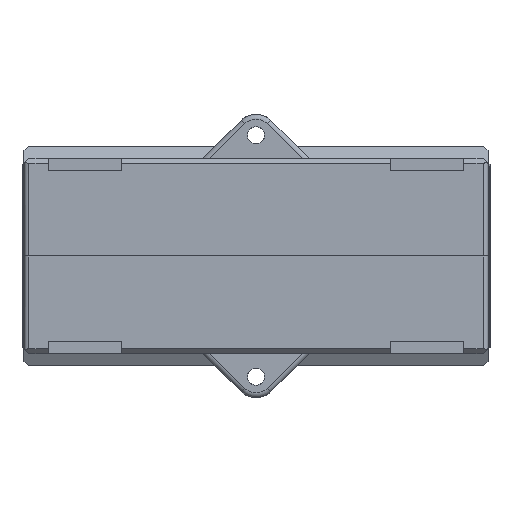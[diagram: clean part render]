
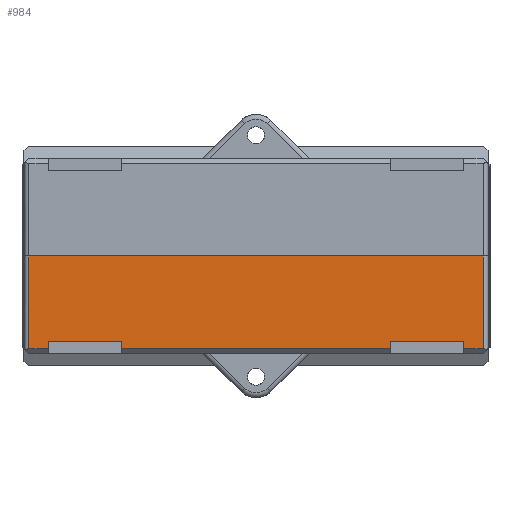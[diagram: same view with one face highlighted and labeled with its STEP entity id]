
A CAD part, front view. The second image highlights one B-rep face of the part: STEP entity #984.
In plain terms, the highlighted planar face has unit normal (0, -1, 0).
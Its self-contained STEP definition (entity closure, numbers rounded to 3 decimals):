
#984=ADVANCED_FACE('',(#3368),#2258,.T.);
#2258=PLANE('',#25317);
#3368=FACE_OUTER_BOUND('',#4647,.T.);
#4647=EDGE_LOOP('',(#6969,#6970,#6971,#6972,#6973,#6974,#6975,#6976,#6977,
#6978,#6979,#6980));
#6969=ORIENTED_EDGE('',*,*,#15527,.F.);
#6970=ORIENTED_EDGE('',*,*,#15541,.T.);
#6971=ORIENTED_EDGE('',*,*,#15905,.F.);
#6972=ORIENTED_EDGE('',*,*,#15545,.F.);
#6973=ORIENTED_EDGE('',*,*,#15551,.F.);
#6974=ORIENTED_EDGE('',*,*,#15557,.T.);
#6975=ORIENTED_EDGE('',*,*,#15906,.F.);
#6976=ORIENTED_EDGE('',*,*,#15561,.F.);
#6977=ORIENTED_EDGE('',*,*,#15568,.F.);
#6978=ORIENTED_EDGE('',*,*,#15907,.T.);
#6979=ORIENTED_EDGE('',*,*,#15744,.T.);
#6980=ORIENTED_EDGE('',*,*,#15858,.F.);
#13142=VERTEX_POINT('',#33709);
#13143=VERTEX_POINT('',#33711);
#13151=VERTEX_POINT('',#33735);
#13155=VERTEX_POINT('',#33744);
#13156=VERTEX_POINT('',#33746);
#13160=VERTEX_POINT('',#33756);
#13165=VERTEX_POINT('',#33768);
#13169=VERTEX_POINT('',#33777);
#13170=VERTEX_POINT('',#33779);
#13175=VERTEX_POINT('',#33791);
#13306=VERTEX_POINT('',#34137);
#13307=VERTEX_POINT('',#34139);
#15527=EDGE_CURVE('',#13142,#13143,#19038,.T.);
#15541=EDGE_CURVE('',#13142,#13151,#19051,.T.);
#15545=EDGE_CURVE('',#13155,#13156,#19055,.T.);
#15551=EDGE_CURVE('',#13160,#13155,#19061,.T.);
#15557=EDGE_CURVE('',#13160,#13165,#19067,.T.);
#15561=EDGE_CURVE('',#13169,#13170,#19071,.T.);
#15568=EDGE_CURVE('',#13175,#13169,#19077,.T.);
#15744=EDGE_CURVE('',#13307,#13306,#19229,.T.);
#15858=EDGE_CURVE('',#13143,#13306,#19338,.T.);
#15905=EDGE_CURVE('',#13156,#13151,#19383,.T.);
#15906=EDGE_CURVE('',#13170,#13165,#19384,.T.);
#15907=EDGE_CURVE('',#13175,#13307,#19385,.T.);
#19038=LINE('',#33710,#22208);
#19051=LINE('',#33736,#22221);
#19055=LINE('',#33745,#22225);
#19061=LINE('',#33757,#22231);
#19067=LINE('',#33769,#22237);
#19071=LINE('',#33778,#22241);
#19077=LINE('',#33792,#22247);
#19229=LINE('',#34138,#22399);
#19338=LINE('',#34365,#22508);
#19383=LINE('',#34459,#22553);
#19384=LINE('',#34460,#22554);
#19385=LINE('',#34461,#22555);
#22208=VECTOR('',#27183,1.);
#22221=VECTOR('',#27204,1.);
#22225=VECTOR('',#27210,1.);
#22231=VECTOR('',#27218,1.);
#22237=VECTOR('',#27226,1.);
#22241=VECTOR('',#27232,1.);
#22247=VECTOR('',#27242,1.);
#22399=VECTOR('',#27520,1.);
#22508=VECTOR('',#27731,1.);
#22553=VECTOR('',#27826,1.);
#22554=VECTOR('',#27827,1.);
#22555=VECTOR('',#27828,1.);
#25317=AXIS2_PLACEMENT_3D('',#34462,#27829,#27830);
#27183=DIRECTION('',(-1.,0.,0.));
#27204=DIRECTION('',(0.,0.,1.));
#27210=DIRECTION('',(0.,0.,1.));
#27218=DIRECTION('',(-1.,0.,0.));
#27226=DIRECTION('',(0.,0.,1.));
#27232=DIRECTION('',(0.,0.,1.));
#27242=DIRECTION('',(-1.,0.,0.));
#27520=DIRECTION('',(-1.,0.,0.));
#27731=DIRECTION('',(0.,0.,1.));
#27826=DIRECTION('',(-1.,0.,0.));
#27827=DIRECTION('',(-1.,0.,0.));
#27828=DIRECTION('',(0.,0.,1.));
#27829=DIRECTION('',(0.,-1.,0.));
#27830=DIRECTION('',(1.,0.,0.));
#33709=CARTESIAN_POINT('',(-355.391,-168.415,-22.));
#33710=CARTESIAN_POINT('',(-355.391,-168.415,-22.));
#33711=CARTESIAN_POINT('',(-359.391,-168.415,-22.));
#33735=CARTESIAN_POINT('',(-355.391,-168.415,-20.5));
#33736=CARTESIAN_POINT('',(-355.391,-168.415,-22.));
#33744=CARTESIAN_POINT('',(-340.391,-168.415,-22.));
#33745=CARTESIAN_POINT('',(-340.391,-168.415,-22.));
#33746=CARTESIAN_POINT('',(-340.391,-168.415,-20.5));
#33756=CARTESIAN_POINT('',(-285.391,-168.415,-22.));
#33757=CARTESIAN_POINT('',(-285.391,-168.415,-22.));
#33768=CARTESIAN_POINT('',(-285.391,-168.415,-20.5));
#33769=CARTESIAN_POINT('',(-285.391,-168.415,-22.));
#33777=CARTESIAN_POINT('',(-270.391,-168.415,-22.));
#33778=CARTESIAN_POINT('',(-270.391,-168.415,-22.));
#33779=CARTESIAN_POINT('',(-270.391,-168.415,-20.5));
#33791=CARTESIAN_POINT('',(-266.391,-168.415,-22.));
#33792=CARTESIAN_POINT('',(-266.391,-168.415,-22.));
#34137=CARTESIAN_POINT('',(-359.391,-168.415,-3.));
#34138=CARTESIAN_POINT('',(-266.391,-168.415,-3.));
#34139=CARTESIAN_POINT('',(-266.391,-168.415,-3.));
#34365=CARTESIAN_POINT('',(-359.391,-168.415,-22.));
#34459=CARTESIAN_POINT('',(-340.391,-168.415,-20.5));
#34460=CARTESIAN_POINT('',(-270.391,-168.415,-20.5));
#34461=CARTESIAN_POINT('',(-266.391,-168.415,-22.));
#34462=CARTESIAN_POINT('',(-265.391,-168.415,-3.));
